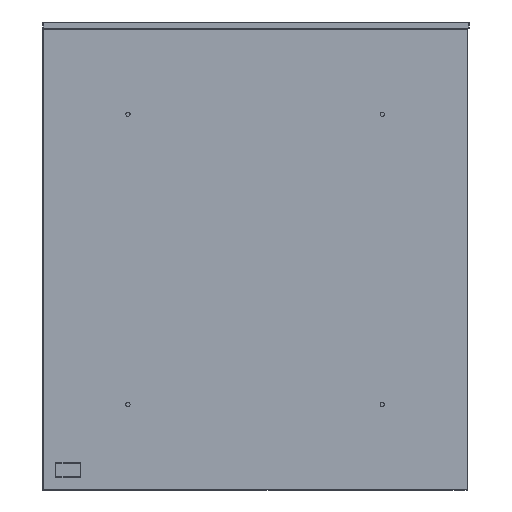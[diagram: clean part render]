
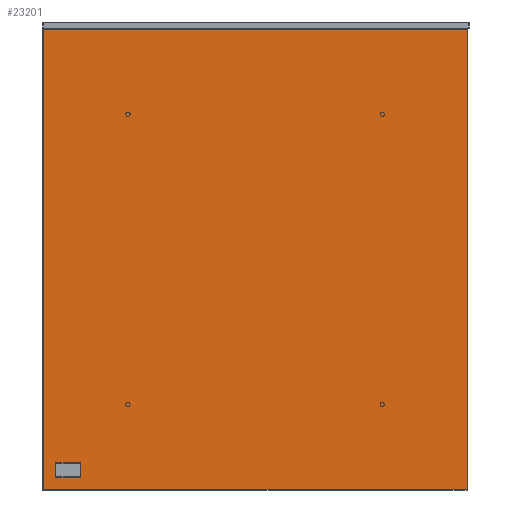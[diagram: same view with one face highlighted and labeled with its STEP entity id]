
A CAD part, left-side view. The second image highlights one B-rep face of the part: STEP entity #23201.
In plain terms, the highlighted planar face has unit normal (-1, 0, 0).
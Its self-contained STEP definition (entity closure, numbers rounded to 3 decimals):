
#22840=CARTESIAN_POINT('',(-3723.565,-3340.078,4236.219));
#22841=VERTEX_POINT('',#22840);
#22842=CARTESIAN_POINT('',(-3723.565,-3340.078,3698.481));
#22843=VERTEX_POINT('',#22842);
#22844=CARTESIAN_POINT('',(-3723.565,-3340.078,4236.219));
#22845=DIRECTION('',(0.0,0.0,-1.0));
#22846=VECTOR('',#22845,537.737);
#22847=LINE('',#22844,#22846);
#22848=EDGE_CURVE('',#22841,#22843,#22847,.T.);
#22880=CARTESIAN_POINT('',(-3723.565,-3339.747,3698.15));
#22881=VERTEX_POINT('',#22880);
#22882=CARTESIAN_POINT('',(-3723.565,-3340.078,3698.481));
#22883=DIRECTION('',(0.0,0.707,-0.707));
#22884=VECTOR('',#22883,0.469);
#22885=LINE('',#22882,#22884);
#22886=EDGE_CURVE('',#22843,#22881,#22885,.T.);
#22911=CARTESIAN_POINT('',(-3723.565,-2844.01,3698.15));
#22912=VERTEX_POINT('',#22911);
#22913=CARTESIAN_POINT('',(-3723.565,-3339.747,3698.15));
#22914=DIRECTION('',(0.0,1.0,0.0));
#22915=VECTOR('',#22914,495.737);
#22916=LINE('',#22913,#22915);
#22917=EDGE_CURVE('',#22881,#22912,#22916,.T.);
#22951=CARTESIAN_POINT('',(-3723.565,-2843.678,3698.481));
#22952=VERTEX_POINT('',#22951);
#22953=CARTESIAN_POINT('',(-3723.565,-2844.01,3698.15));
#22954=DIRECTION('',(0.0,0.707,0.707));
#22955=VECTOR('',#22954,0.469);
#22956=LINE('',#22953,#22955);
#22957=EDGE_CURVE('',#22912,#22952,#22956,.T.);
#22982=CARTESIAN_POINT('',(-3723.565,-2843.678,4236.219));
#22983=VERTEX_POINT('',#22982);
#22984=CARTESIAN_POINT('',(-3723.565,-2843.678,3698.481));
#22985=DIRECTION('',(0.0,0.0,1.0));
#22986=VECTOR('',#22985,537.737);
#22987=LINE('',#22984,#22986);
#22988=EDGE_CURVE('',#22952,#22983,#22987,.T.);
#23013=CARTESIAN_POINT('',(-3723.565,-2844.01,4236.55));
#23014=VERTEX_POINT('',#23013);
#23015=CARTESIAN_POINT('',(-3723.565,-2843.678,4236.219));
#23016=DIRECTION('',(0.0,-0.707,0.707));
#23017=VECTOR('',#23016,0.469);
#23018=LINE('',#23015,#23017);
#23019=EDGE_CURVE('',#22983,#23014,#23018,.T.);
#23044=CARTESIAN_POINT('',(-3723.565,-3339.747,4236.55));
#23045=VERTEX_POINT('',#23044);
#23046=CARTESIAN_POINT('',(-3723.565,-2844.01,4236.55));
#23047=DIRECTION('',(0.0,-1.0,0.0));
#23048=VECTOR('',#23047,495.737);
#23049=LINE('',#23046,#23048);
#23050=EDGE_CURVE('',#23014,#23045,#23049,.T.);
#23073=CARTESIAN_POINT('',(-3723.565,-3339.747,4236.55));
#23074=DIRECTION('',(0.0,-0.707,-0.707));
#23075=VECTOR('',#23074,0.469);
#23076=LINE('',#23073,#23075);
#23077=EDGE_CURVE('',#23045,#22841,#23076,.T.);
#23186=CARTESIAN_POINT('',(-3723.565,-3091.878,3698.149));
#23187=DIRECTION('',(-1.0,0.0,0.0));
#23188=DIRECTION('',(0.0,0.0,1.0));
#23189=AXIS2_PLACEMENT_3D('',#23186,#23187,#23188);
#23190=PLANE('',#23189);
#23191=ORIENTED_EDGE('',*,*,#22848,.F.);
#23192=ORIENTED_EDGE('',*,*,#23077,.F.);
#23193=ORIENTED_EDGE('',*,*,#23050,.F.);
#23194=ORIENTED_EDGE('',*,*,#23019,.F.);
#23195=ORIENTED_EDGE('',*,*,#22988,.F.);
#23196=ORIENTED_EDGE('',*,*,#22957,.F.);
#23197=ORIENTED_EDGE('',*,*,#22917,.F.);
#23198=ORIENTED_EDGE('',*,*,#22886,.F.);
#23199=EDGE_LOOP('',(#23191,#23192,#23193,#23194,#23195,#23196,#23197,#23198));
#23200=FACE_OUTER_BOUND('',#23199,.T.);
#23201=ADVANCED_FACE('',(#23200),#23190,.T.);
